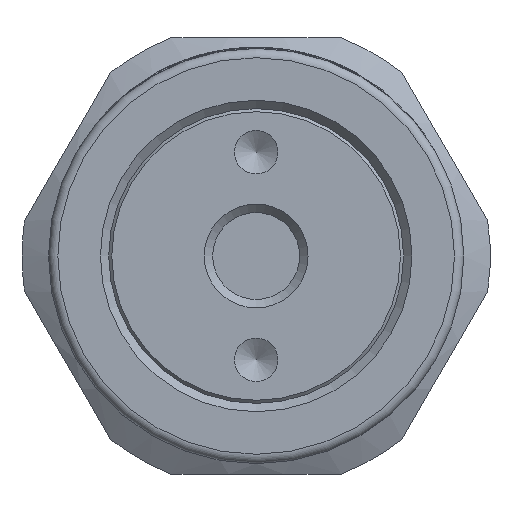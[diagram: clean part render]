
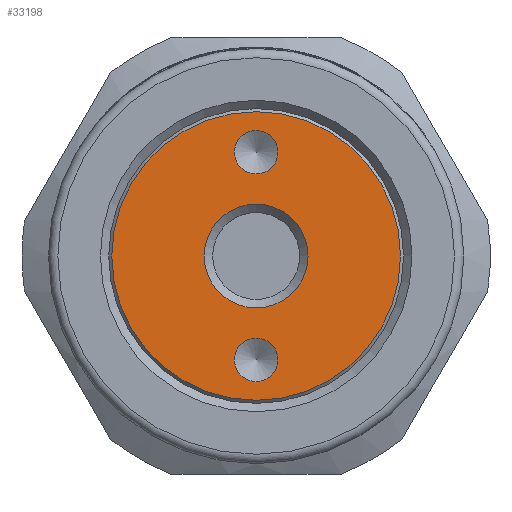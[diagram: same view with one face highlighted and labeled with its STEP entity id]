
A CAD part, left-side view. The second image highlights one B-rep face of the part: STEP entity #33198.
In plain terms, the highlighted planar face has unit normal (-1, 0, 0).
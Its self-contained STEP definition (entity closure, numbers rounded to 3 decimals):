
#33036=CARTESIAN_POINT('',(-93.5,0.,13.9));
#33037=VERTEX_POINT('',#33036);
#33038=CARTESIAN_POINT('',(-93.5,0.,0.));
#33039=DIRECTION('',(1.0,0.0,0.0));
#33040=DIRECTION('',(0.0,0.0,-1.0));
#33041=AXIS2_PLACEMENT_3D('',#33038,#33039,#33040);
#33042=CIRCLE('',#33041,13.9);
#33043=EDGE_CURVE('',#33037,#33037,#33042,.T.);
#33064=CARTESIAN_POINT('',(-93.5,0.,5.));
#33065=VERTEX_POINT('',#33064);
#33066=CARTESIAN_POINT('',(-93.5,0.,0.));
#33067=DIRECTION('',(1.0,0.0,0.0));
#33068=DIRECTION('',(0.0,0.0,1.0));
#33069=AXIS2_PLACEMENT_3D('',#33066,#33067,#33068);
#33070=CIRCLE('',#33069,5.);
#33071=EDGE_CURVE('',#33065,#33065,#33070,.T.);
#33129=CARTESIAN_POINT('',(-93.5,2.1,10.));
#33130=VERTEX_POINT('',#33129);
#33131=CARTESIAN_POINT('',(-93.5,0.,10.));
#33132=DIRECTION('',(1.0,0.0,0.0));
#33133=DIRECTION('',(0.0,1.0,0.0));
#33134=AXIS2_PLACEMENT_3D('',#33131,#33132,#33133);
#33135=CIRCLE('',#33134,2.1);
#33136=EDGE_CURVE('',#33130,#33130,#33135,.T.);
#33166=CARTESIAN_POINT('',(-93.5,-2.1,-10.));
#33167=VERTEX_POINT('',#33166);
#33168=CARTESIAN_POINT('',(-93.5,0.,-10.));
#33169=DIRECTION('',(1.0,0.0,0.0));
#33170=DIRECTION('',(0.0,-1.0,0.0));
#33171=AXIS2_PLACEMENT_3D('',#33168,#33169,#33170);
#33172=CIRCLE('',#33171,2.1);
#33173=EDGE_CURVE('',#33167,#33167,#33172,.T.);
#33181=CARTESIAN_POINT('',(-93.5,0.,7.5));
#33182=DIRECTION('',(-1.0,0.0,0.0));
#33183=DIRECTION('',(0.0,-1.0,0.0));
#33184=AXIS2_PLACEMENT_3D('',#33181,#33182,#33183);
#33185=PLANE('',#33184);
#33186=ORIENTED_EDGE('',*,*,#33043,.F.);
#33187=EDGE_LOOP('',(#33186));
#33188=FACE_OUTER_BOUND('',#33187,.T.);
#33189=ORIENTED_EDGE('',*,*,#33071,.T.);
#33190=EDGE_LOOP('',(#33189));
#33191=FACE_BOUND('',#33190,.T.);
#33192=ORIENTED_EDGE('',*,*,#33136,.T.);
#33193=EDGE_LOOP('',(#33192));
#33194=FACE_BOUND('',#33193,.T.);
#33195=ORIENTED_EDGE('',*,*,#33173,.T.);
#33196=EDGE_LOOP('',(#33195));
#33197=FACE_BOUND('',#33196,.T.);
#33198=ADVANCED_FACE('',(#33188,#33191,#33194,#33197),#33185,.T.);
